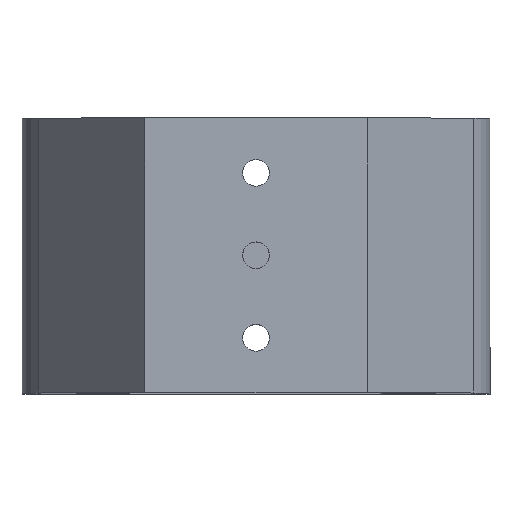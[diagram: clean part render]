
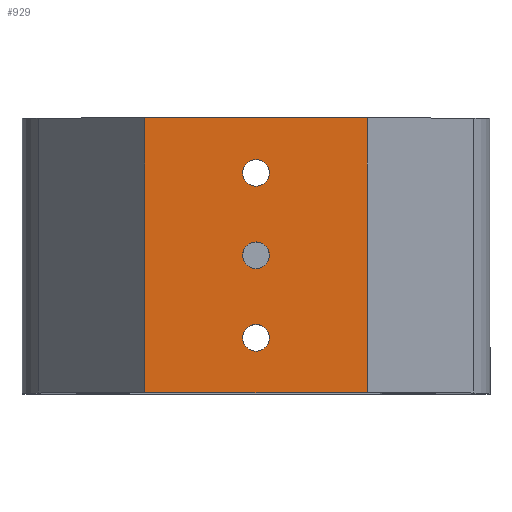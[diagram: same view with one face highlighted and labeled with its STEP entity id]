
A CAD part, top view. The second image highlights one B-rep face of the part: STEP entity #929.
In plain terms, the highlighted planar face has unit normal (0, 0, 1).
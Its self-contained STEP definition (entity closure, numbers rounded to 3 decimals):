
#6 = DIRECTION ( 'NONE',  ( 0., -1., 0. ) ) ;
#26 = ORIENTED_EDGE ( 'NONE', *, *, #767, .F. ) ;
#27 = CARTESIAN_POINT ( 'NONE',  ( 0., 40., 143.15 ) ) ;
#37 = VERTEX_POINT ( 'NONE', #1118 ) ;
#41 = DIRECTION ( 'NONE',  ( 0., 0., -1. ) ) ;
#42 = VERTEX_POINT ( 'NONE', #1123 ) ;
#46 = VERTEX_POINT ( 'NONE', #1021 ) ;
#56 = CARTESIAN_POINT ( 'NONE',  ( 2.425, 30., 143.15 ) ) ;
#72 = CARTESIAN_POINT ( 'NONE',  ( 0., 0., 143.15 ) ) ;
#95 = EDGE_LOOP ( 'NONE', ( #434, #26 ) ) ;
#103 = CARTESIAN_POINT ( 'NONE',  ( 20.25, 130.252, 143.15 ) ) ;
#148 = CARTESIAN_POINT ( 'NONE',  ( 20.25, 40., 143.15 ) ) ;
#167 = DIRECTION ( 'NONE',  ( 1., 0., 0. ) ) ;
#168 = DIRECTION ( 'NONE',  ( 1., 0., 0. ) ) ;
#182 = AXIS2_PLACEMENT_3D ( 'NONE', #889, #1094, #168 ) ;
#196 = DIRECTION ( 'NONE',  ( 1., 0., 0. ) ) ;
#203 = EDGE_CURVE ( 'NONE', #1244, #350, #342, .T. ) ;
#214 = DIRECTION ( 'NONE',  ( 0., 0., 1. ) ) ;
#224 = CARTESIAN_POINT ( 'NONE',  ( 0., 130.252, 143.15 ) ) ;
#237 = EDGE_CURVE ( 'NONE', #37, #622, #593, .T. ) ;
#250 = VERTEX_POINT ( 'NONE', #148 ) ;
#254 = DIRECTION ( 'NONE',  ( 0., -1., 0. ) ) ;
#274 = EDGE_CURVE ( 'NONE', #622, #37, #1127, .T. ) ;
#276 = VECTOR ( 'NONE', #254, 1000. ) ;
#279 = VECTOR ( 'NONE', #1259, 1000. ) ;
#330 = ORIENTED_EDGE ( 'NONE', *, *, #553, .F. ) ;
#337 = AXIS2_PLACEMENT_3D ( 'NONE', #894, #673, #780 ) ;
#342 = LINE ( 'NONE', #753, #276 ) ;
#350 = VERTEX_POINT ( 'NONE', #774 ) ;
#352 = ORIENTED_EDGE ( 'NONE', *, *, #968, .F. ) ;
#359 = VECTOR ( 'NONE', #6, 1000. ) ;
#366 = EDGE_LOOP ( 'NONE', ( #704, #532 ) ) ;
#402 = CARTESIAN_POINT ( 'NONE',  ( 0., 30., 143.15 ) ) ;
#406 = CIRCLE ( 'NONE', #497, 2.425 ) ;
#417 = DIRECTION ( 'NONE',  ( 1., 0., 0. ) ) ;
#434 = ORIENTED_EDGE ( 'NONE', *, *, #1167, .F. ) ;
#438 = EDGE_CURVE ( 'NONE', #567, #42, #1128, .T. ) ;
#446 = EDGE_CURVE ( 'NONE', #350, #746, #1301, .T. ) ;
#448 = FACE_BOUND ( 'NONE', #366, .T. ) ;
#497 = AXIS2_PLACEMENT_3D ( 'NONE', #770, #788, #998 ) ;
#532 = ORIENTED_EDGE ( 'NONE', *, *, #274, .F. ) ;
#553 = EDGE_CURVE ( 'NONE', #250, #746, #846, .T. ) ;
#561 = EDGE_LOOP ( 'NONE', ( #771, #980 ) ) ;
#567 = VERTEX_POINT ( 'NONE', #1051 ) ;
#593 = CIRCLE ( 'NONE', #182, 2.425 ) ;
#596 = CIRCLE ( 'NONE', #1307, 2.425 ) ;
#601 = ORIENTED_EDGE ( 'NONE', *, *, #446, .T. ) ;
#607 = DIRECTION ( 'NONE',  ( 0., 0., 1. ) ) ;
#622 = VERTEX_POINT ( 'NONE', #1193 ) ;
#667 = CIRCLE ( 'NONE', #881, 2.425 ) ;
#673 = DIRECTION ( 'NONE',  ( 0., 0., 1. ) ) ;
#704 = ORIENTED_EDGE ( 'NONE', *, *, #237, .F. ) ;
#717 = EDGE_LOOP ( 'NONE', ( #352, #1299, #601, #330 ) ) ;
#746 = VERTEX_POINT ( 'NONE', #1126 ) ;
#753 = CARTESIAN_POINT ( 'NONE',  ( -20.25, 130.252, 143.15 ) ) ;
#767 = EDGE_CURVE ( 'NONE', #46, #1067, #596, .T. ) ;
#770 = CARTESIAN_POINT ( 'NONE',  ( 0., 0., 143.15 ) ) ;
#771 = ORIENTED_EDGE ( 'NONE', *, *, #1049, .F. ) ;
#774 = CARTESIAN_POINT ( 'NONE',  ( -20.25, -10., 143.15 ) ) ;
#780 = DIRECTION ( 'NONE',  ( 1., 0., 0. ) ) ;
#788 = DIRECTION ( 'NONE',  ( 0., 0., 1. ) ) ;
#844 = FACE_BOUND ( 'NONE', #561, .T. ) ;
#846 = LINE ( 'NONE', #103, #359 ) ;
#849 = LINE ( 'NONE', #27, #279 ) ;
#860 = AXIS2_PLACEMENT_3D ( 'NONE', #224, #41, #955 ) ;
#881 = AXIS2_PLACEMENT_3D ( 'NONE', #402, #214, #417 ) ;
#889 = CARTESIAN_POINT ( 'NONE',  ( 0., 15., 143.15 ) ) ;
#894 = CARTESIAN_POINT ( 'NONE',  ( 0., 15., 143.15 ) ) ;
#900 = VECTOR ( 'NONE', #1310, 1000. ) ;
#908 = CARTESIAN_POINT ( 'NONE',  ( -20.25, 40., 143.15 ) ) ;
#917 = CARTESIAN_POINT ( 'NONE',  ( 0., -10., 143.15 ) ) ;
#929 = ADVANCED_FACE ( 'NONE', ( #963, #448, #844, #970 ), #1061, .F. ) ;
#935 = CARTESIAN_POINT ( 'NONE',  ( 0., 30., 143.15 ) ) ;
#955 = DIRECTION ( 'NONE',  ( 0., 1., 0. ) ) ;
#963 = FACE_BOUND ( 'NONE', #95, .T. ) ;
#968 = EDGE_CURVE ( 'NONE', #1244, #250, #849, .T. ) ;
#970 = FACE_OUTER_BOUND ( 'NONE', #717, .T. ) ;
#980 = ORIENTED_EDGE ( 'NONE', *, *, #438, .F. ) ;
#998 = DIRECTION ( 'NONE',  ( 1., 0., 0. ) ) ;
#1021 = CARTESIAN_POINT ( 'NONE',  ( -2.425, 30., 143.15 ) ) ;
#1049 = EDGE_CURVE ( 'NONE', #42, #567, #406, .T. ) ;
#1051 = CARTESIAN_POINT ( 'NONE',  ( -2.425, 0., 143.15 ) ) ;
#1061 = PLANE ( 'NONE',  #860 ) ;
#1067 = VERTEX_POINT ( 'NONE', #56 ) ;
#1094 = DIRECTION ( 'NONE',  ( 0., 0., 1. ) ) ;
#1102 = DIRECTION ( 'NONE',  ( 0., 0., 1. ) ) ;
#1118 = CARTESIAN_POINT ( 'NONE',  ( 2.425, 15., 143.15 ) ) ;
#1123 = CARTESIAN_POINT ( 'NONE',  ( 2.425, 0., 143.15 ) ) ;
#1126 = CARTESIAN_POINT ( 'NONE',  ( 20.25, -10., 143.15 ) ) ;
#1127 = CIRCLE ( 'NONE', #337, 2.425 ) ;
#1128 = CIRCLE ( 'NONE', #1152, 2.425 ) ;
#1152 = AXIS2_PLACEMENT_3D ( 'NONE', #72, #1102, #196 ) ;
#1167 = EDGE_CURVE ( 'NONE', #1067, #46, #667, .T. ) ;
#1193 = CARTESIAN_POINT ( 'NONE',  ( -2.425, 15., 143.15 ) ) ;
#1244 = VERTEX_POINT ( 'NONE', #908 ) ;
#1259 = DIRECTION ( 'NONE',  ( 1., 0., 0. ) ) ;
#1299 = ORIENTED_EDGE ( 'NONE', *, *, #203, .T. ) ;
#1301 = LINE ( 'NONE', #917, #900 ) ;
#1307 = AXIS2_PLACEMENT_3D ( 'NONE', #935, #607, #167 ) ;
#1310 = DIRECTION ( 'NONE',  ( 1., 0., 0. ) ) ;
